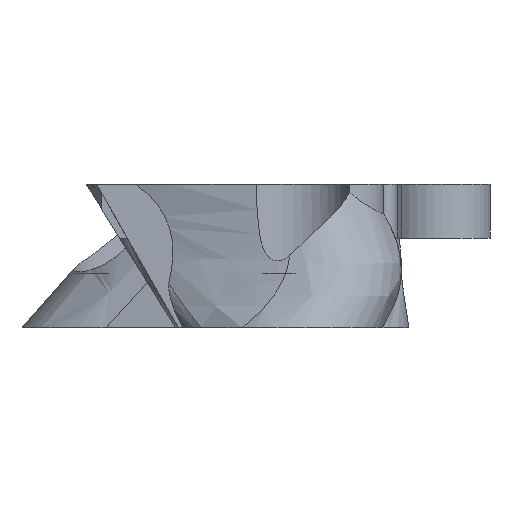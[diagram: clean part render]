
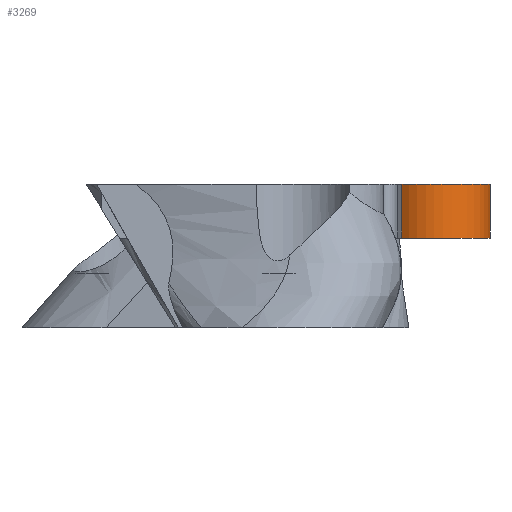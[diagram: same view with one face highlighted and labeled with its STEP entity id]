
A CAD part, left-side view. The second image highlights one B-rep face of the part: STEP entity #3269.
In plain terms, the highlighted cylindrical face has radius 3 mm (diameter 6 mm), a partial arc.
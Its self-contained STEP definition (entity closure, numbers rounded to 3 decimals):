
#134 = PLANE('',#135);
#135 = AXIS2_PLACEMENT_3D('',#136,#137,#138);
#136 = CARTESIAN_POINT('',(1.005,-54.962,34.));
#137 = DIRECTION('',(0.,0.,1.));
#138 = DIRECTION('',(0.,1.,0.));
#728 = VERTEX_POINT('',#729);
#729 = CARTESIAN_POINT('',(-12.809,-60.085,34.));
#743 = PLANE('',#744);
#744 = AXIS2_PLACEMENT_3D('',#745,#746,#747);
#745 = CARTESIAN_POINT('',(-12.809,-60.085,31.));
#746 = DIRECTION('',(-0.77,0.638,0.));
#747 = DIRECTION('',(0.638,0.77,0.));
#755 = EDGE_CURVE('',#728,#756,#758,.T.);
#756 = VERTEX_POINT('',#757);
#757 = CARTESIAN_POINT('',(-9.917,-64.943,34.));
#758 = SURFACE_CURVE('',#759,(#764,#771),.PCURVE_S1.);
#759 = CIRCLE('',#760,3.);
#760 = AXIS2_PLACEMENT_3D('',#761,#762,#763);
#761 = CARTESIAN_POINT('',(-10.5,-62.,34.));
#762 = DIRECTION('',(0.,0.,1.));
#763 = DIRECTION('',(1.,0.,0.));
#764 = PCURVE('',#134,#765);
#765 = DEFINITIONAL_REPRESENTATION('',(#766),#770);
#766 = CIRCLE('',#767,3.);
#767 = AXIS2_PLACEMENT_2D('',#768,#769);
#768 = CARTESIAN_POINT('',(-7.038,11.505));
#769 = DIRECTION('',(0.,-1.));
#770 = ( GEOMETRIC_REPRESENTATION_CONTEXT(2) 
PARAMETRIC_REPRESENTATION_CONTEXT() REPRESENTATION_CONTEXT('2D SPACE',''
  ) );
#771 = PCURVE('',#772,#777);
#772 = CYLINDRICAL_SURFACE('',#773,3.);
#773 = AXIS2_PLACEMENT_3D('',#774,#775,#776);
#774 = CARTESIAN_POINT('',(-10.5,-62.,31.));
#775 = DIRECTION('',(-0.,-0.,-1.));
#776 = DIRECTION('',(1.,0.,0.));
#777 = DEFINITIONAL_REPRESENTATION('',(#778),#782);
#778 = LINE('',#779,#780);
#779 = CARTESIAN_POINT('',(-0.,-3.));
#780 = VECTOR('',#781,1.);
#781 = DIRECTION('',(-1.,0.));
#782 = ( GEOMETRIC_REPRESENTATION_CONTEXT(2) 
PARAMETRIC_REPRESENTATION_CONTEXT() REPRESENTATION_CONTEXT('2D SPACE',''
  ) );
#801 = CYLINDRICAL_SURFACE('',#802,51.);
#802 = AXIS2_PLACEMENT_3D('',#803,#804,#805);
#803 = CARTESIAN_POINT('',(0.,-114.969,31.));
#804 = DIRECTION('',(-0.,-0.,-1.));
#805 = DIRECTION('',(1.,0.,0.));
#2529 = PLANE('',#2530);
#2530 = AXIS2_PLACEMENT_3D('',#2531,#2532,#2533);
#2531 = CARTESIAN_POINT('',(1.005,-54.962,31.));
#2532 = DIRECTION('',(0.,0.,1.));
#2533 = DIRECTION('',(0.,1.,0.));
#3089 = EDGE_CURVE('',#3090,#728,#3092,.T.);
#3090 = VERTEX_POINT('',#3091);
#3091 = CARTESIAN_POINT('',(-12.809,-60.085,31.));
#3092 = SURFACE_CURVE('',#3093,(#3097,#3104),.PCURVE_S1.);
#3093 = LINE('',#3094,#3095);
#3094 = CARTESIAN_POINT('',(-12.809,-60.085,31.));
#3095 = VECTOR('',#3096,1.);
#3096 = DIRECTION('',(0.,0.,1.));
#3097 = PCURVE('',#743,#3098);
#3098 = DEFINITIONAL_REPRESENTATION('',(#3099),#3103);
#3099 = LINE('',#3100,#3101);
#3100 = CARTESIAN_POINT('',(0.,0.));
#3101 = VECTOR('',#3102,1.);
#3102 = DIRECTION('',(0.,-1.));
#3103 = ( GEOMETRIC_REPRESENTATION_CONTEXT(2) 
PARAMETRIC_REPRESENTATION_CONTEXT() REPRESENTATION_CONTEXT('2D SPACE',''
  ) );
#3104 = PCURVE('',#772,#3105);
#3105 = DEFINITIONAL_REPRESENTATION('',(#3106),#3110);
#3106 = LINE('',#3107,#3108);
#3107 = CARTESIAN_POINT('',(-2.449,0.));
#3108 = VECTOR('',#3109,1.);
#3109 = DIRECTION('',(-0.,-1.));
#3110 = ( GEOMETRIC_REPRESENTATION_CONTEXT(2) 
PARAMETRIC_REPRESENTATION_CONTEXT() REPRESENTATION_CONTEXT('2D SPACE',''
  ) );
#3269 = ADVANCED_FACE('',(#3270),#772,.T.);
#3270 = FACE_BOUND('',#3271,.F.);
#3271 = EDGE_LOOP('',(#3272,#3273,#3274,#3297));
#3272 = ORIENTED_EDGE('',*,*,#3089,.T.);
#3273 = ORIENTED_EDGE('',*,*,#755,.T.);
#3274 = ORIENTED_EDGE('',*,*,#3275,.F.);
#3275 = EDGE_CURVE('',#3276,#756,#3278,.T.);
#3276 = VERTEX_POINT('',#3277);
#3277 = CARTESIAN_POINT('',(-9.917,-64.943,31.));
#3278 = SURFACE_CURVE('',#3279,(#3283,#3290),.PCURVE_S1.);
#3279 = LINE('',#3280,#3281);
#3280 = CARTESIAN_POINT('',(-9.917,-64.943,31.));
#3281 = VECTOR('',#3282,1.);
#3282 = DIRECTION('',(0.,0.,1.));
#3283 = PCURVE('',#772,#3284);
#3284 = DEFINITIONAL_REPRESENTATION('',(#3285),#3289);
#3285 = LINE('',#3286,#3287);
#3286 = CARTESIAN_POINT('',(-4.908,0.));
#3287 = VECTOR('',#3288,1.);
#3288 = DIRECTION('',(-0.,-1.));
#3289 = ( GEOMETRIC_REPRESENTATION_CONTEXT(2) 
PARAMETRIC_REPRESENTATION_CONTEXT() REPRESENTATION_CONTEXT('2D SPACE',''
  ) );
#3290 = PCURVE('',#801,#3291);
#3291 = DEFINITIONAL_REPRESENTATION('',(#3292),#3296);
#3292 = LINE('',#3293,#3294);
#3293 = CARTESIAN_POINT('',(-1.766,0.));
#3294 = VECTOR('',#3295,1.);
#3295 = DIRECTION('',(-0.,-1.));
#3296 = ( GEOMETRIC_REPRESENTATION_CONTEXT(2) 
PARAMETRIC_REPRESENTATION_CONTEXT() REPRESENTATION_CONTEXT('2D SPACE',''
  ) );
#3297 = ORIENTED_EDGE('',*,*,#3298,.F.);
#3298 = EDGE_CURVE('',#3090,#3276,#3299,.T.);
#3299 = SURFACE_CURVE('',#3300,(#3305,#3312),.PCURVE_S1.);
#3300 = CIRCLE('',#3301,3.);
#3301 = AXIS2_PLACEMENT_3D('',#3302,#3303,#3304);
#3302 = CARTESIAN_POINT('',(-10.5,-62.,31.));
#3303 = DIRECTION('',(0.,0.,1.));
#3304 = DIRECTION('',(1.,0.,0.));
#3305 = PCURVE('',#772,#3306);
#3306 = DEFINITIONAL_REPRESENTATION('',(#3307),#3311);
#3307 = LINE('',#3308,#3309);
#3308 = CARTESIAN_POINT('',(-0.,0.));
#3309 = VECTOR('',#3310,1.);
#3310 = DIRECTION('',(-1.,0.));
#3311 = ( GEOMETRIC_REPRESENTATION_CONTEXT(2) 
PARAMETRIC_REPRESENTATION_CONTEXT() REPRESENTATION_CONTEXT('2D SPACE',''
  ) );
#3312 = PCURVE('',#2529,#3313);
#3313 = DEFINITIONAL_REPRESENTATION('',(#3314),#3318);
#3314 = CIRCLE('',#3315,3.);
#3315 = AXIS2_PLACEMENT_2D('',#3316,#3317);
#3316 = CARTESIAN_POINT('',(-7.038,11.505));
#3317 = DIRECTION('',(0.,-1.));
#3318 = ( GEOMETRIC_REPRESENTATION_CONTEXT(2) 
PARAMETRIC_REPRESENTATION_CONTEXT() REPRESENTATION_CONTEXT('2D SPACE',''
  ) );
